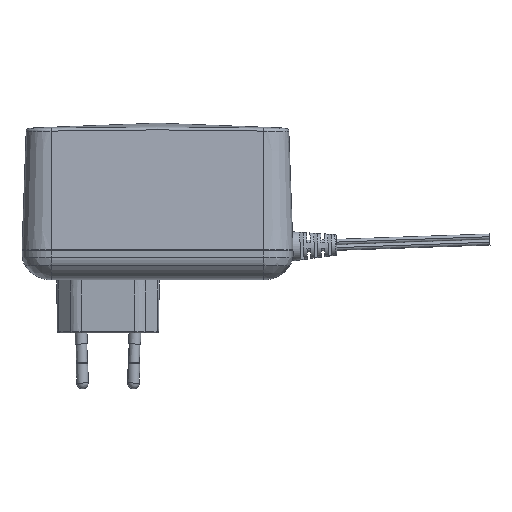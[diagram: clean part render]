
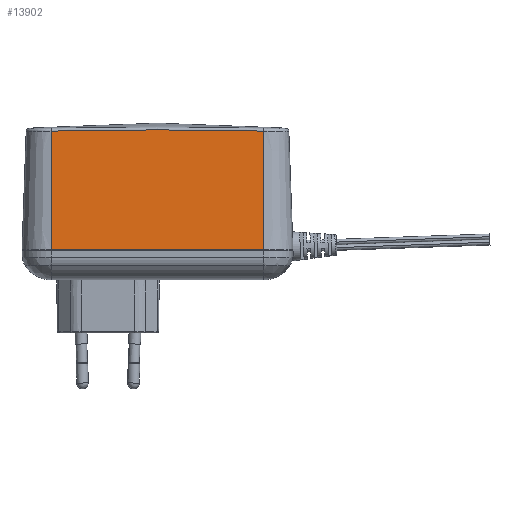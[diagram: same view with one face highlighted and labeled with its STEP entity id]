
A CAD part, top view. The second image highlights one B-rep face of the part: STEP entity #13902.
In plain terms, the highlighted planar face has unit normal (0, 0.035, 0.999).
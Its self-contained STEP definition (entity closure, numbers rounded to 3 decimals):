
#9560=DIRECTION('',(1.,0.,0.));
#9561=VECTOR('',#9560,73.);
#9562=CARTESIAN_POINT('',(-36.5,-0.2,
16.507));
#9563=LINE('',#9562,#9561);
#9647=CARTESIAN_POINT('',(36.5,40.556,15.084));
#9663=DIRECTION('',(0.,0.999,-0.035));
#9664=VECTOR('',#9663,40.781);
#9665=CARTESIAN_POINT('',(36.5,-0.2,
16.507));
#9666=LINE('',#9665,#9664);
#9667=CARTESIAN_POINT('',(-36.5,40.556,15.084));
#9668=CARTESIAN_POINT('',(-34.419,40.599,15.082));
#9669=CARTESIAN_POINT('',(-30.357,40.676,15.08));
#9670=CARTESIAN_POINT('',(-24.337,40.78,15.076));
#9671=CARTESIAN_POINT('',(-18.446,40.86,15.073));
#9672=CARTESIAN_POINT('',(-12.582,40.92,15.071));
#9673=CARTESIAN_POINT('',(-6.72,40.956,15.07));
#9674=CARTESIAN_POINT('',(-0.854,40.97,
15.069));
#9675=CARTESIAN_POINT('',(5.01,40.963,15.07));
#9676=CARTESIAN_POINT('',(10.869,40.933,15.071));
#9677=CARTESIAN_POINT('',(16.794,40.879,15.072));
#9678=CARTESIAN_POINT('',(22.94,40.801,15.075));
#9679=CARTESIAN_POINT('',(29.531,40.692,15.079));
#9680=CARTESIAN_POINT('',(34.103,40.606,15.082));
#9681=CARTESIAN_POINT('',(36.5,40.556,15.084));
#9745=DIRECTION('',(0.,-0.999,0.035));
#9746=VECTOR('',#9745,40.781);
#9747=CARTESIAN_POINT('',(-36.5,40.556,15.084));
#9748=LINE('',#9747,#9746);
#12914=CARTESIAN_POINT('',(-36.5,-0.2,16.507));
#12915=VERTEX_POINT('',#12914);
#12916=CARTESIAN_POINT('',(36.5,-0.2,
16.507));
#12917=VERTEX_POINT('',#12916);
#12946=VERTEX_POINT('',#9647);
#12947=VERTEX_POINT('',#9667);
#13889=CARTESIAN_POINT('',(-48.803,0.,16.5));
#13890=DIRECTION('',(0.,0.035,0.999));
#13891=DIRECTION('',(-1.,0.,0.));
#13892=AXIS2_PLACEMENT_3D('',#13889,#13890,#13891);
#13893=PLANE('',#13892);
#13895=ORIENTED_EDGE('',*,*,#13894,.T.);
#13896=ORIENTED_EDGE('',*,*,#13884,.F.);
#13897=ORIENTED_EDGE('',*,*,#13641,.F.);
#13899=ORIENTED_EDGE('',*,*,#13898,.F.);
#13900=EDGE_LOOP('',(#13895,#13896,#13897,#13899));
#13901=FACE_OUTER_BOUND('',#13900,.F.);
#13902=ADVANCED_FACE('',(#13901),#13893,.T.);
#9682=B_SPLINE_CURVE_WITH_KNOTS('',3,(#9667,#9668,#9669,#9670,#9671,#9672,#9673,
#9674,#9675,#9676,#9677,#9678,#9679,#9680,#9681),.UNSPECIFIED.,.F.,.F.,(4,1,1,1,
1,1,1,1,1,1,1,1,4),(0.,0.086,0.167,0.247,
0.328,0.408,0.488,0.569,
0.649,0.729,0.812,0.901,1.),
.UNSPECIFIED.);
#13641=EDGE_CURVE('',#12915,#12917,#9563,.T.);
#13884=EDGE_CURVE('',#12917,#12946,#9666,.T.);
#13894=EDGE_CURVE('',#12947,#12946,#9682,.T.);
#13898=EDGE_CURVE('',#12947,#12915,#9748,.T.);
